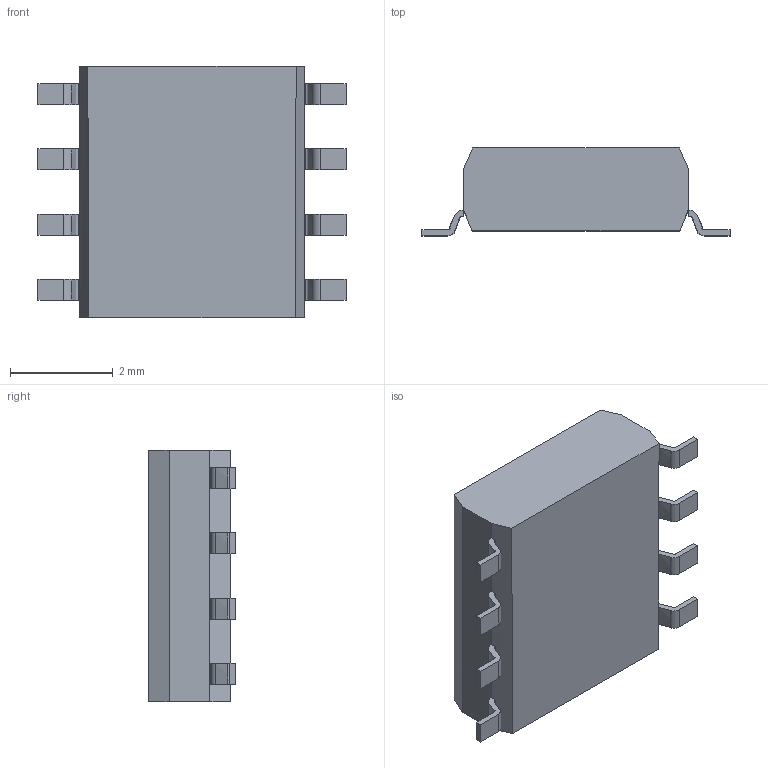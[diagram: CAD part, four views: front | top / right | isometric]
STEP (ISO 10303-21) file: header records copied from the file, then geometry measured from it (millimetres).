
FILE_DESCRIPTION (( 'STEP AP214' ), '1' );
FILE_NAME ('User Library-SOIC127P600X170-9N.STEP', '2020-04-06T18:22:32', ( '' ), ( '' ), 'SwSTEP 2.0', 'SolidWorks 2019', '' );
FILE_SCHEMA (( 'AUTOMOTIVE_DESIGN' ));
Length unit declared in the file: millimetre
Products named in the file (1): User Library-SOIC127P600X170-9N
Bounding box: 6 x 1.71 x 4.9 mm (x, y, z)
Volume: 34.1 mm3; surface area: 78.9 mm2
Topology: 9 solids, 9 shells, 122 faces, 312 edges, 208 vertices
Faces by surface type: plane 90, cylinder 32
Entity records: 3830 total; most frequent: CARTESIAN_POINT 775, ORIENTED_EDGE 624, DIRECTION 578, EDGE_CURVE 312, VERTEX_POINT 208, LINE 204, VECTOR 204, AXIS2_PLACEMENT_3D 187
